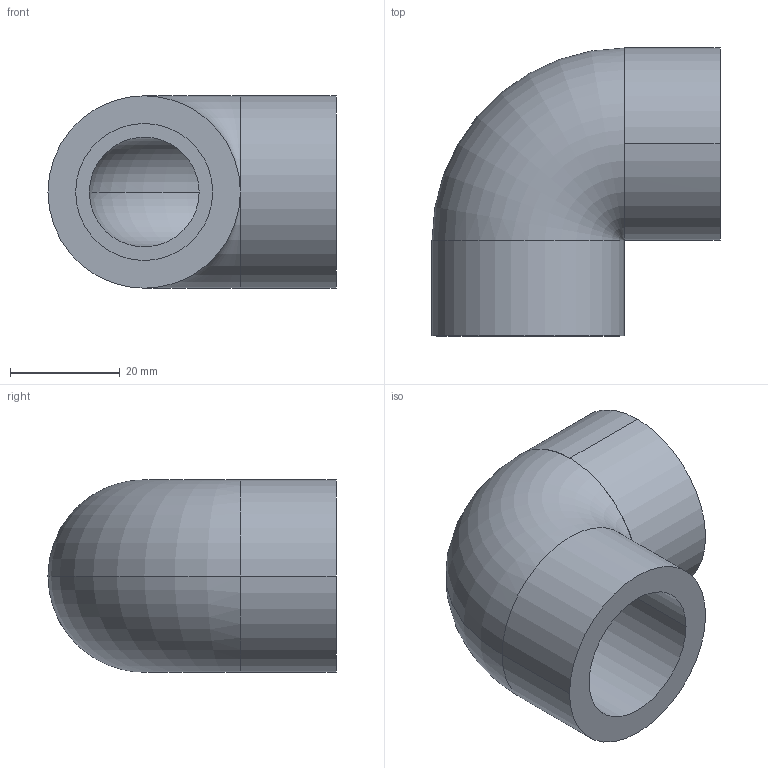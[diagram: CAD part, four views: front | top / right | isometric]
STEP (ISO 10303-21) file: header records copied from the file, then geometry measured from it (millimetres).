
FILE_DESCRIPTION( ( '' ), '1' );
FILE_NAME( 'AGRU_25051002507_PE 100 schwarz_Winkel 90°_25 - MOP 16 bar_105.stp', '2012-06-20T12:53:06', ( '' ), ( '' ), ' ', ' ', ' ' );
FILE_SCHEMA( ( 'CONFIG_CONTROL_DESIGN' ) );
Length unit declared in the file: millimetre
Products named in the file (1): 1
Bounding box: 52.55 x 52.55 x 35.1 mm (x, y, z)
Volume: 34432.9 mm3; surface area: 12680.4 mm2
Topology: 1 solids, 1 shells, 18 faces, 40 edges, 26 vertices
Faces by surface type: cylinder 8, plane 6, torus 4
Entity records: 940 total; most frequent: CARTESIAN_POINT 481, DIRECTION 94, ORIENTED_EDGE 80, AXIS2_PLACEMENT_3D 43, EDGE_CURVE 40, VERTEX_POINT 26, CIRCLE 24, EDGE_LOOP 22
